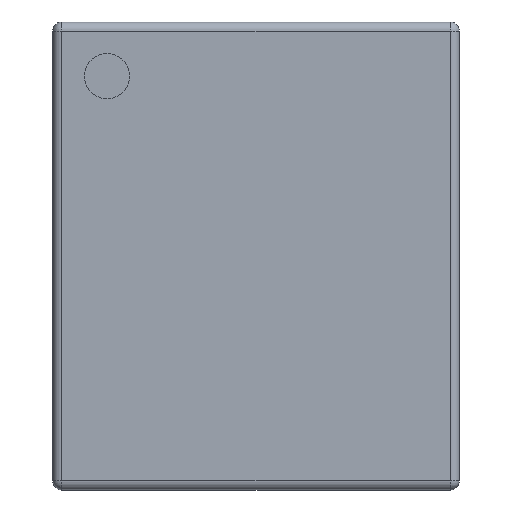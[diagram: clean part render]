
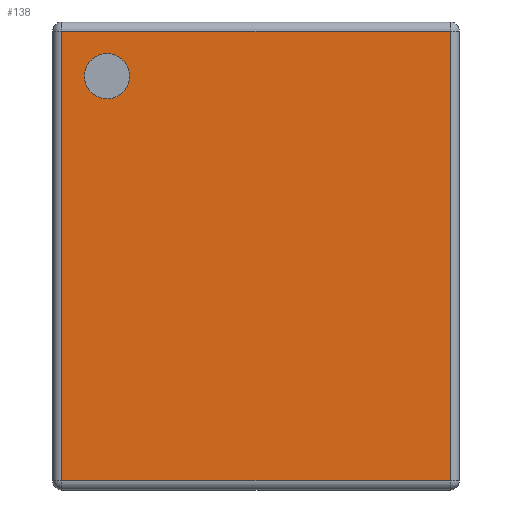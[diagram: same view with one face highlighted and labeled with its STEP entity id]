
A CAD part, top view. The second image highlights one B-rep face of the part: STEP entity #138.
In plain terms, the highlighted planar face has unit normal (0, 0, 1).
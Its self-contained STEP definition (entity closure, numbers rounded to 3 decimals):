
#24 = DIRECTION ( 'NONE',  ( 0., 1., 0. ) ) ;
#52 = DIRECTION ( 'NONE',  ( 0., -1., 0. ) ) ;
#138 = ADVANCED_FACE ( 'NONE', ( #2190, #2207 ), #1687, .F. ) ;
#243 = CIRCLE ( 'NONE', #1388, 0.125 ) ;
#423 = CARTESIAN_POINT ( 'NONE',  ( -0.825, 0.995, 0.4 ) ) ;
#434 = VECTOR ( 'NONE', #52, 1000. ) ;
#603 = CARTESIAN_POINT ( 'NONE',  ( 1.075, 1.245, 0.4 ) ) ;
#630 = CARTESIAN_POINT ( 'NONE',  ( 0., 0., 0.4 ) ) ;
#679 = VECTOR ( 'NONE', #2038, 1000. ) ;
#688 = VERTEX_POINT ( 'NONE', #2796 ) ;
#743 = ORIENTED_EDGE ( 'NONE', *, *, #1009, .T. ) ;
#907 = DIRECTION ( 'NONE',  ( -1., 0., 0. ) ) ;
#1009 = EDGE_CURVE ( 'NONE', #2539, #2701, #1350, .T. ) ;
#1011 = CARTESIAN_POINT ( 'NONE',  ( 0., -1.245, 0.4 ) ) ;
#1079 = CARTESIAN_POINT ( 'NONE',  ( -0.7, 0.995, 0.4 ) ) ;
#1114 = DIRECTION ( 'NONE',  ( -1., 0., 0. ) ) ;
#1131 = EDGE_LOOP ( 'NONE', ( #3296, #3164 ) ) ;
#1250 = EDGE_CURVE ( 'NONE', #2762, #2539, #2641, .T. ) ;
#1251 = LINE ( 'NONE', #2878, #2720 ) ;
#1350 = LINE ( 'NONE', #2391, #434 ) ;
#1388 = AXIS2_PLACEMENT_3D ( 'NONE', #2769, #2611, #2585 ) ;
#1532 = ORIENTED_EDGE ( 'NONE', *, *, #1250, .T. ) ;
#1583 = CARTESIAN_POINT ( 'NONE',  ( -1.075, 1.245, 0.4 ) ) ;
#1682 = AXIS2_PLACEMENT_3D ( 'NONE', #630, #2247, #907 ) ;
#1687 = PLANE ( 'NONE',  #1682 ) ;
#1821 = AXIS2_PLACEMENT_3D ( 'NONE', #423, #2171, #2717 ) ;
#1936 = EDGE_CURVE ( 'NONE', #688, #2762, #1251, .T. ) ;
#2038 = DIRECTION ( 'NONE',  ( 1., 0., 0. ) ) ;
#2171 = DIRECTION ( 'NONE',  ( 0., 0., 1. ) ) ;
#2190 = FACE_BOUND ( 'NONE', #1131, .T. ) ;
#2207 = FACE_OUTER_BOUND ( 'NONE', #3055, .T. ) ;
#2223 = EDGE_CURVE ( 'NONE', #2701, #688, #2690, .T. ) ;
#2247 = DIRECTION ( 'NONE',  ( 0., 0., -1. ) ) ;
#2391 = CARTESIAN_POINT ( 'NONE',  ( -1.075, 0., 0.4 ) ) ;
#2539 = VERTEX_POINT ( 'NONE', #1583 ) ;
#2585 = DIRECTION ( 'NONE',  ( 1., 0., 0. ) ) ;
#2611 = DIRECTION ( 'NONE',  ( 0., 0., 1. ) ) ;
#2641 = LINE ( 'NONE', #2859, #2661 ) ;
#2658 = VERTEX_POINT ( 'NONE', #3322 ) ;
#2661 = VECTOR ( 'NONE', #1114, 1000. ) ;
#2690 = LINE ( 'NONE', #1011, #679 ) ;
#2701 = VERTEX_POINT ( 'NONE', #3300 ) ;
#2717 = DIRECTION ( 'NONE',  ( 1., 0., 0. ) ) ;
#2720 = VECTOR ( 'NONE', #24, 1000. ) ;
#2737 = CIRCLE ( 'NONE', #1821, 0.125 ) ;
#2762 = VERTEX_POINT ( 'NONE', #603 ) ;
#2769 = CARTESIAN_POINT ( 'NONE',  ( -0.825, 0.995, 0.4 ) ) ;
#2796 = CARTESIAN_POINT ( 'NONE',  ( 1.075, -1.245, 0.4 ) ) ;
#2841 = EDGE_CURVE ( 'NONE', #2658, #3025, #2737, .T. ) ;
#2859 = CARTESIAN_POINT ( 'NONE',  ( 0., 1.245, 0.4 ) ) ;
#2878 = CARTESIAN_POINT ( 'NONE',  ( 1.075, 0., 0.4 ) ) ;
#3025 = VERTEX_POINT ( 'NONE', #1079 ) ;
#3055 = EDGE_LOOP ( 'NONE', ( #743, #3234, #3304, #1532 ) ) ;
#3164 = ORIENTED_EDGE ( 'NONE', *, *, #2841, .F. ) ;
#3217 = EDGE_CURVE ( 'NONE', #3025, #2658, #243, .T. ) ;
#3234 = ORIENTED_EDGE ( 'NONE', *, *, #2223, .T. ) ;
#3296 = ORIENTED_EDGE ( 'NONE', *, *, #3217, .F. ) ;
#3300 = CARTESIAN_POINT ( 'NONE',  ( -1.075, -1.245, 0.4 ) ) ;
#3304 = ORIENTED_EDGE ( 'NONE', *, *, #1936, .T. ) ;
#3322 = CARTESIAN_POINT ( 'NONE',  ( -0.95, 0.995, 0.4 ) ) ;
